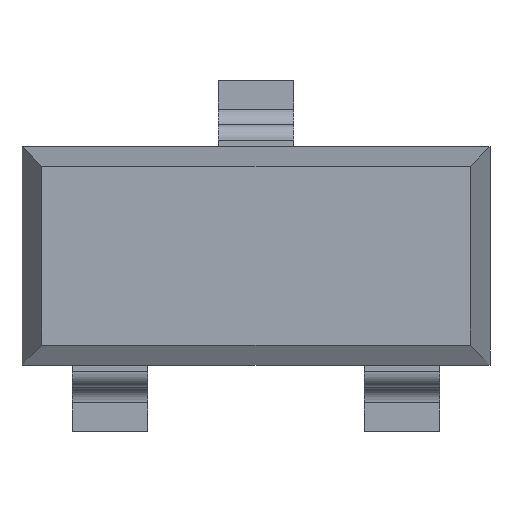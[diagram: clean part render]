
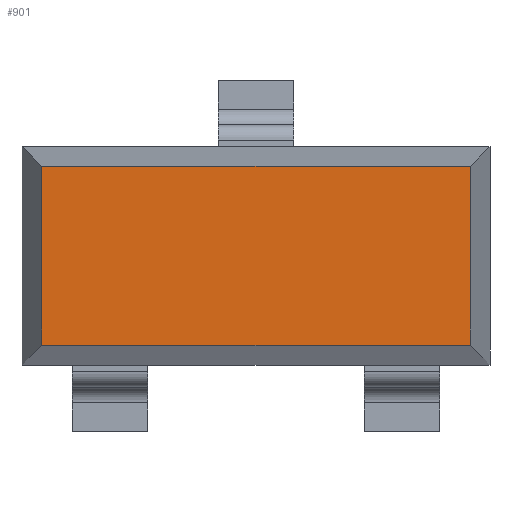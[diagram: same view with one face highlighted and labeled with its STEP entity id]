
A CAD part, top view. The second image highlights one B-rep face of the part: STEP entity #901.
In plain terms, the highlighted planar face has unit normal (0, 0, 1).
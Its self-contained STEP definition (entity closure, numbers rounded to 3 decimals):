
#75=FACE_OUTER_BOUND('',#124,.T.);
#124=EDGE_LOOP('',(#650,#651,#652,#653));
#192=LINE('',#1350,#299);
#196=LINE('',#1356,#303);
#198=LINE('',#1360,#305);
#200=LINE('',#1363,#307);
#299=VECTOR('',#1076,1.);
#303=VECTOR('',#1082,1.);
#305=VECTOR('',#1086,1.);
#307=VECTOR('',#1090,1.);
#399=VERTEX_POINT('',#1347);
#400=VERTEX_POINT('',#1349);
#401=VERTEX_POINT('',#1354);
#402=VERTEX_POINT('',#1358);
#490=EDGE_CURVE('',#400,#399,#192,.T.);
#494=EDGE_CURVE('',#399,#401,#196,.T.);
#496=EDGE_CURVE('',#401,#402,#198,.T.);
#498=EDGE_CURVE('',#402,#400,#200,.T.);
#650=ORIENTED_EDGE('',*,*,#490,.T.);
#651=ORIENTED_EDGE('',*,*,#494,.T.);
#652=ORIENTED_EDGE('',*,*,#496,.T.);
#653=ORIENTED_EDGE('',*,*,#498,.T.);
#864=PLANE('',#965);
#901=ADVANCED_FACE('',(#75),#864,.F.);
#965=AXIS2_PLACEMENT_3D('',#1364,#1091,#1092);
#1076=DIRECTION('',(0.,-1.,0.));
#1082=DIRECTION('',(1.,0.,0.));
#1086=DIRECTION('',(0.,1.,0.));
#1090=DIRECTION('',(-1.,0.,0.));
#1091=DIRECTION('center_axis',(0.,0.,-1.));
#1092=DIRECTION('ref_axis',(-1.,0.,0.));
#1347=CARTESIAN_POINT('',(-1.373,-0.573,0.55));
#1349=CARTESIAN_POINT('',(-1.373,0.573,0.55));
#1350=CARTESIAN_POINT('',(-1.373,0.,0.55));
#1354=CARTESIAN_POINT('',(1.373,-0.573,0.55));
#1356=CARTESIAN_POINT('',(0.,-0.573,0.55));
#1358=CARTESIAN_POINT('',(1.373,0.573,0.55));
#1360=CARTESIAN_POINT('',(1.373,0.,0.55));
#1363=CARTESIAN_POINT('',(0.,0.573,0.55));
#1364=CARTESIAN_POINT('Origin',(0.,0.,0.55));
